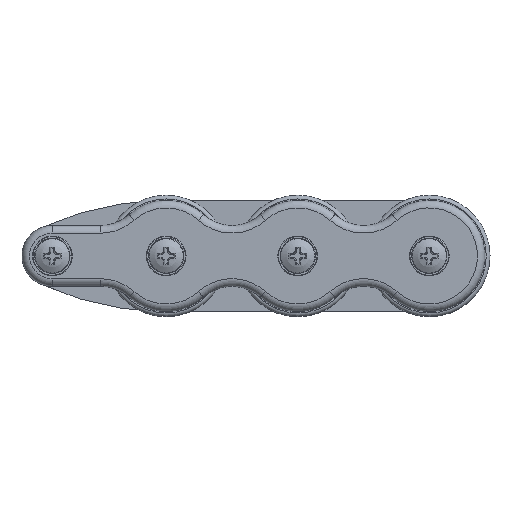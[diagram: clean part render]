
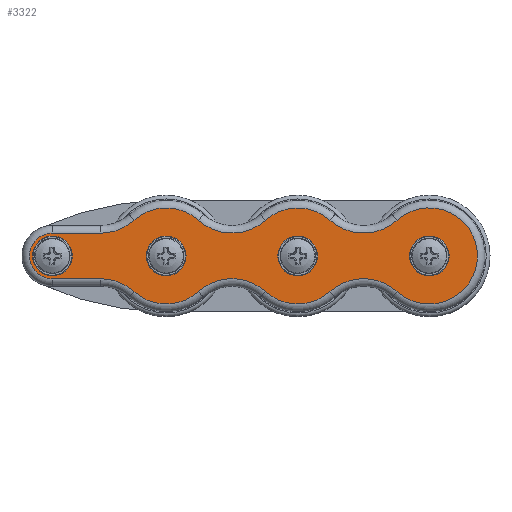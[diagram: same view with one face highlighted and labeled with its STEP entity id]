
A CAD part, top view. The second image highlights one B-rep face of the part: STEP entity #3322.
In plain terms, the highlighted planar face has unit normal (0, 0, 1).
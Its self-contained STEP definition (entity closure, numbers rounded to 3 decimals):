
#165=LINE('',#5514,#331);
#166=LINE('',#5518,#332);
#331=VECTOR('',#4283,19.);
#332=VECTOR('',#4286,19.);
#572=FACE_BOUND('',#1004,.T.);
#573=FACE_BOUND('',#1005,.T.);
#574=FACE_BOUND('',#1006,.T.);
#575=FACE_BOUND('',#1007,.T.);
#726=FACE_OUTER_BOUND('',#1003,.T.);
#1003=EDGE_LOOP('',(#2539,#2540,#2541,#2542,#2543,#2544,#2545,#2546,#2547,
#2548,#2549,#2550,#2551,#2552));
#1004=EDGE_LOOP('',(#2553));
#1005=EDGE_LOOP('',(#2554));
#1006=EDGE_LOOP('',(#2555));
#1007=EDGE_LOOP('',(#2556));
#1256=CIRCLE('',#3578,7.85);
#1273=CIRCLE('',#3619,19.);
#1274=CIRCLE('',#3620,19.8);
#1275=CIRCLE('',#3621,9.);
#1276=CIRCLE('',#3622,19.8);
#1277=CIRCLE('',#3623,19.);
#1278=CIRCLE('',#3624,19.8);
#1279=CIRCLE('',#3625,19.);
#1280=CIRCLE('',#3626,19.8);
#1281=CIRCLE('',#3627,19.);
#1282=CIRCLE('',#3628,19.8);
#1283=CIRCLE('',#3629,19.);
#1284=CIRCLE('',#3630,19.8);
#1285=CIRCLE('',#3631,7.85);
#1286=CIRCLE('',#3632,7.85);
#1287=CIRCLE('',#3633,7.85);
#1538=VERTEX_POINT('',#5390);
#1559=VERTEX_POINT('',#5508);
#1560=VERTEX_POINT('',#5509);
#1561=VERTEX_POINT('',#5511);
#1562=VERTEX_POINT('',#5513);
#1563=VERTEX_POINT('',#5515);
#1564=VERTEX_POINT('',#5517);
#1565=VERTEX_POINT('',#5519);
#1566=VERTEX_POINT('',#5521);
#1567=VERTEX_POINT('',#5523);
#1568=VERTEX_POINT('',#5525);
#1569=VERTEX_POINT('',#5527);
#1570=VERTEX_POINT('',#5529);
#1571=VERTEX_POINT('',#5531);
#1572=VERTEX_POINT('',#5533);
#1573=VERTEX_POINT('',#5536);
#1574=VERTEX_POINT('',#5538);
#1575=VERTEX_POINT('',#5540);
#1892=EDGE_CURVE('',#1538,#1538,#1256,.T.);
#1929=EDGE_CURVE('',#1559,#1560,#1273,.T.);
#1930=EDGE_CURVE('',#1561,#1559,#1274,.T.);
#1931=EDGE_CURVE('',#1562,#1561,#165,.T.);
#1932=EDGE_CURVE('',#1563,#1562,#1275,.T.);
#1933=EDGE_CURVE('',#1564,#1563,#166,.T.);
#1934=EDGE_CURVE('',#1565,#1564,#1276,.T.);
#1935=EDGE_CURVE('',#1566,#1565,#1277,.T.);
#1936=EDGE_CURVE('',#1567,#1566,#1278,.T.);
#1937=EDGE_CURVE('',#1568,#1567,#1279,.T.);
#1938=EDGE_CURVE('',#1569,#1568,#1280,.T.);
#1939=EDGE_CURVE('',#1570,#1569,#1281,.T.);
#1940=EDGE_CURVE('',#1571,#1570,#1282,.T.);
#1941=EDGE_CURVE('',#1572,#1571,#1283,.T.);
#1942=EDGE_CURVE('',#1560,#1572,#1284,.T.);
#1943=EDGE_CURVE('',#1573,#1573,#1285,.T.);
#1944=EDGE_CURVE('',#1574,#1574,#1286,.T.);
#1945=EDGE_CURVE('',#1575,#1575,#1287,.T.);
#2539=ORIENTED_EDGE('',*,*,#1929,.F.);
#2540=ORIENTED_EDGE('',*,*,#1930,.F.);
#2541=ORIENTED_EDGE('',*,*,#1931,.F.);
#2542=ORIENTED_EDGE('',*,*,#1932,.F.);
#2543=ORIENTED_EDGE('',*,*,#1933,.F.);
#2544=ORIENTED_EDGE('',*,*,#1934,.F.);
#2545=ORIENTED_EDGE('',*,*,#1935,.F.);
#2546=ORIENTED_EDGE('',*,*,#1936,.F.);
#2547=ORIENTED_EDGE('',*,*,#1937,.F.);
#2548=ORIENTED_EDGE('',*,*,#1938,.F.);
#2549=ORIENTED_EDGE('',*,*,#1939,.F.);
#2550=ORIENTED_EDGE('',*,*,#1940,.F.);
#2551=ORIENTED_EDGE('',*,*,#1941,.F.);
#2552=ORIENTED_EDGE('',*,*,#1942,.F.);
#2553=ORIENTED_EDGE('',*,*,#1892,.T.);
#2554=ORIENTED_EDGE('',*,*,#1943,.T.);
#2555=ORIENTED_EDGE('',*,*,#1944,.T.);
#2556=ORIENTED_EDGE('',*,*,#1945,.T.);
#3172=PLANE('',#3618);
#3322=ADVANCED_FACE('',(#726,#572,#573,#574,#575),#3172,.T.);
#3578=AXIS2_PLACEMENT_3D('',#5391,#4181,#4182);
#3618=AXIS2_PLACEMENT_3D('',#5507,#4277,#4278);
#3619=AXIS2_PLACEMENT_3D('',#5510,#4279,#4280);
#3620=AXIS2_PLACEMENT_3D('',#5512,#4281,#4282);
#3621=AXIS2_PLACEMENT_3D('',#5516,#4284,#4285);
#3622=AXIS2_PLACEMENT_3D('',#5520,#4287,#4288);
#3623=AXIS2_PLACEMENT_3D('',#5522,#4289,#4290);
#3624=AXIS2_PLACEMENT_3D('',#5524,#4291,#4292);
#3625=AXIS2_PLACEMENT_3D('',#5526,#4293,#4294);
#3626=AXIS2_PLACEMENT_3D('',#5528,#4295,#4296);
#3627=AXIS2_PLACEMENT_3D('',#5530,#4297,#4298);
#3628=AXIS2_PLACEMENT_3D('',#5532,#4299,#4300);
#3629=AXIS2_PLACEMENT_3D('',#5534,#4301,#4302);
#3630=AXIS2_PLACEMENT_3D('',#5535,#4303,#4304);
#3631=AXIS2_PLACEMENT_3D('',#5537,#4305,#4306);
#3632=AXIS2_PLACEMENT_3D('',#5539,#4307,#4308);
#3633=AXIS2_PLACEMENT_3D('',#5541,#4309,#4310);
#4181=DIRECTION('center_axis',(0.,0.,
-1.));
#4182=DIRECTION('ref_axis',(-1.,0.,0.));
#4277=DIRECTION('center_axis',(0.,0.,
1.));
#4278=DIRECTION('ref_axis',(1.,0.,0.));
#4279=DIRECTION('center_axis',(0.,0.,
-1.));
#4280=DIRECTION('ref_axis',(0.,1.,0.));
#4281=DIRECTION('center_axis',(0.,0.,
1.));
#4282=DIRECTION('ref_axis',(0.359,-0.933,0.));
#4283=DIRECTION('',(1.,0.,0.));
#4284=DIRECTION('center_axis',(0.,0.,
-1.));
#4285=DIRECTION('ref_axis',(-1.,0.,0.));
#4286=DIRECTION('',(-1.,0.,0.));
#4287=DIRECTION('center_axis',(0.,0.,
1.));
#4288=DIRECTION('ref_axis',(0.359,0.933,0.));
#4289=DIRECTION('center_axis',(0.,0.,
-1.));
#4290=DIRECTION('ref_axis',(0.,-1.,0.));
#4291=DIRECTION('center_axis',(0.,0.,
1.));
#4292=DIRECTION('ref_axis',(0.,1.,0.));
#4293=DIRECTION('center_axis',(0.,0.,
-1.));
#4294=DIRECTION('ref_axis',(0.,-1.,0.));
#4295=DIRECTION('center_axis',(0.,0.,
1.));
#4296=DIRECTION('ref_axis',(0.,1.,0.));
#4297=DIRECTION('center_axis',(0.,0.,
-1.));
#4298=DIRECTION('ref_axis',(1.,0.,0.));
#4299=DIRECTION('center_axis',(0.,0.,
1.));
#4300=DIRECTION('ref_axis',(0.,-1.,0.));
#4301=DIRECTION('center_axis',(0.,0.,
-1.));
#4302=DIRECTION('ref_axis',(0.,1.,0.));
#4303=DIRECTION('center_axis',(0.,0.,
1.));
#4304=DIRECTION('ref_axis',(0.,-1.,0.));
#4305=DIRECTION('center_axis',(0.,0.,
-1.));
#4306=DIRECTION('ref_axis',(-1.,0.,0.));
#4307=DIRECTION('center_axis',(0.,0.,
-1.));
#4308=DIRECTION('ref_axis',(-1.,0.,0.));
#4309=DIRECTION('center_axis',(0.,0.,
-1.));
#4310=DIRECTION('ref_axis',(-1.,0.,0.));
#5390=CARTESIAN_POINT('',(-96.15,0.,30.5));
#5391=CARTESIAN_POINT('Origin',(-104.,0.,30.5));
#5507=CARTESIAN_POINT('Origin',(-67.301,0.,
30.5));
#5508=CARTESIAN_POINT('',(-116.732,14.103,30.5));
#5509=CARTESIAN_POINT('',(-91.268,14.103,30.5));
#5510=CARTESIAN_POINT('Origin',(-104.,0.,30.5));
#5511=CARTESIAN_POINT('',(-130.,9.,30.5));
#5512=CARTESIAN_POINT('Origin',(-130.,28.8,30.5));
#5513=CARTESIAN_POINT('',(-149.,9.,30.5));
#5514=CARTESIAN_POINT('',(-98.65,9.,30.5));
#5515=CARTESIAN_POINT('',(-149.,-9.,30.5));
#5516=CARTESIAN_POINT('Origin',(-149.,0.,30.5));
#5517=CARTESIAN_POINT('',(-130.,-9.,30.5));
#5518=CARTESIAN_POINT('',(-108.15,-9.,30.5));
#5519=CARTESIAN_POINT('',(-116.732,-14.103,30.5));
#5520=CARTESIAN_POINT('Origin',(-130.,-28.8,30.5));
#5521=CARTESIAN_POINT('',(-91.268,-14.103,30.5));
#5522=CARTESIAN_POINT('Origin',(-104.,0.,30.5));
#5523=CARTESIAN_POINT('',(-64.732,-14.103,30.5));
#5524=CARTESIAN_POINT('Origin',(-78.,-28.8,30.5));
#5525=CARTESIAN_POINT('',(-39.268,-14.103,30.5));
#5526=CARTESIAN_POINT('Origin',(-52.,0.,30.5));
#5527=CARTESIAN_POINT('',(-12.732,-14.103,30.5));
#5528=CARTESIAN_POINT('Origin',(-26.,-28.8,30.5));
#5529=CARTESIAN_POINT('',(-12.732,14.103,30.5));
#5530=CARTESIAN_POINT('Origin',(0.,0.,
30.5));
#5531=CARTESIAN_POINT('',(-39.268,14.103,30.5));
#5532=CARTESIAN_POINT('Origin',(-26.,28.8,30.5));
#5533=CARTESIAN_POINT('',(-64.732,14.103,30.5));
#5534=CARTESIAN_POINT('Origin',(-52.,0.,30.5));
#5535=CARTESIAN_POINT('Origin',(-78.,28.8,30.5));
#5536=CARTESIAN_POINT('',(-44.15,0.,30.5));
#5537=CARTESIAN_POINT('Origin',(-52.,0.,30.5));
#5538=CARTESIAN_POINT('',(-141.15,0.,30.5));
#5539=CARTESIAN_POINT('Origin',(-149.,0.,30.5));
#5540=CARTESIAN_POINT('',(7.85,0.,30.5));
#5541=CARTESIAN_POINT('Origin',(0.,0.,
30.5));
